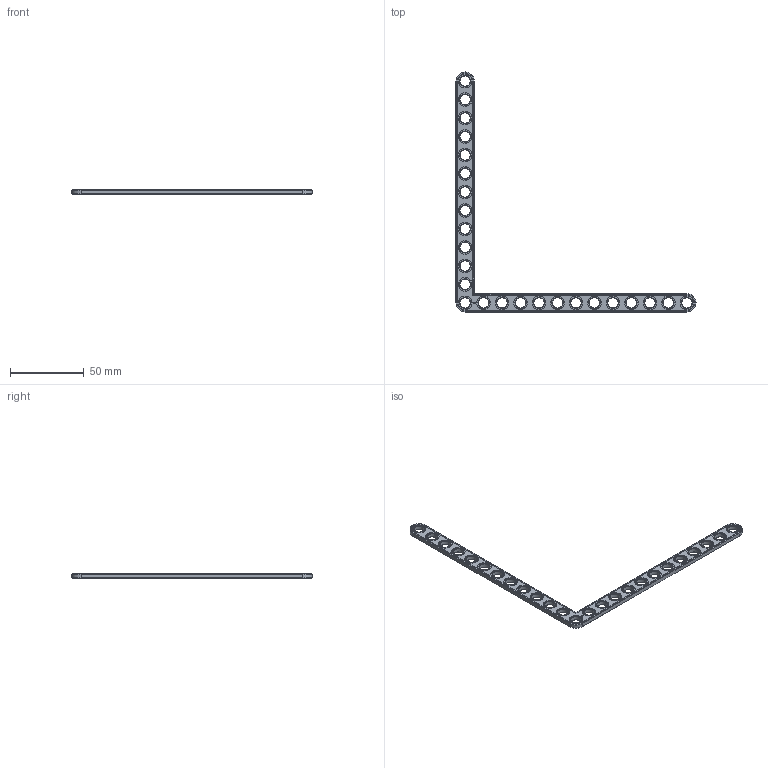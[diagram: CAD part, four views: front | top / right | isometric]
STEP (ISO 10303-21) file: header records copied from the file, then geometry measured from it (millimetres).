
FILE_DESCRIPTION(('FreeCAD Model'),'2;1');
FILE_NAME('Open CASCADE Shape Model','2024-02-09T22:22:25',(''),(''), 'Open CASCADE STEP processor 7.6','FreeCAD','Unknown');
FILE_SCHEMA(('AUTOMOTIVE_DESIGN { 1 0 10303 214 1 1 1 1 }'));
Length unit declared in the file: millimetre
Products named in the file (1): Brace AGD 90 SYM ERR BU13x00.25 - SPN-BRC-0621 (stemfie.org)
Bounding box: 162.5 x 162.5 x 3.12 mm (x, y, z)
Volume: 8660.2 mm3; surface area: 9372 mm2
Topology: 1 solids, 1 shells, 664 faces, 1745 edges, 1142 vertices
Faces by surface type: plane 356, extrusion 196, cone 56, cylinder 56
Full cylindrical faces by diameter (mm): 7 x25, 9.2 x25
Entity records: 44602 total; most frequent: CARTESIAN_POINT 10817, DIRECTION 5507, VECTOR 4146, LINE 3950, ORIENTED_EDGE 3490, PCURVE 3490, DEFINITIONAL_REPRESENTATION 3490, EDGE_CURVE 1745
